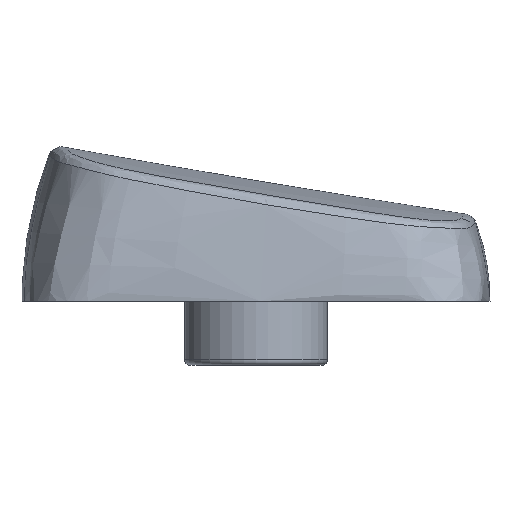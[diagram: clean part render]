
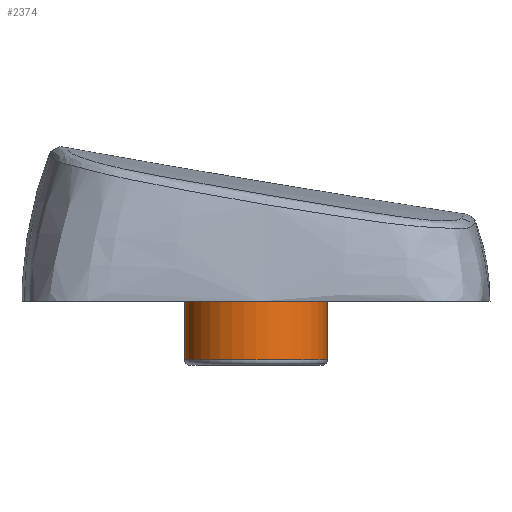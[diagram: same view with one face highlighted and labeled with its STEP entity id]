
A CAD part, left-side view. The second image highlights one B-rep face of the part: STEP entity #2374.
In plain terms, the highlighted cylindrical face has radius 2.75 mm (diameter 5.5 mm), a full revolution.
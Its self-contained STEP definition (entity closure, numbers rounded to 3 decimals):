
#182=CYLINDRICAL_SURFACE('',#2549,2.75);
#252=LINE('',#3380,#411);
#411=VECTOR('',#2793,2.75);
#604=FACE_OUTER_BOUND('',#725,.T.);
#725=EDGE_LOOP('',(#1614,#1615,#1616,#1617,#1618));
#851=CIRCLE('',#2542,2.75);
#852=CIRCLE('',#2543,2.75);
#857=CIRCLE('',#2550,2.75);
#930=VERTEX_POINT('',#3340);
#931=VERTEX_POINT('',#3342);
#948=VERTEX_POINT('',#3379);
#1207=EDGE_CURVE('',#930,#931,#851,.T.);
#1208=EDGE_CURVE('',#931,#930,#852,.T.);
#1225=EDGE_CURVE('',#931,#948,#252,.T.);
#1226=EDGE_CURVE('',#948,#948,#857,.T.);
#1614=ORIENTED_EDGE('',*,*,#1208,.F.);
#1615=ORIENTED_EDGE('',*,*,#1225,.T.);
#1616=ORIENTED_EDGE('',*,*,#1226,.F.);
#1617=ORIENTED_EDGE('',*,*,#1225,.F.);
#1618=ORIENTED_EDGE('',*,*,#1207,.F.);
#2374=ADVANCED_FACE('',(#604),#182,.T.);
#2542=AXIS2_PLACEMENT_3D('',#3343,#2765,#2766);
#2543=AXIS2_PLACEMENT_3D('',#3344,#2767,#2768);
#2549=AXIS2_PLACEMENT_3D('',#3378,#2791,#2792);
#2550=AXIS2_PLACEMENT_3D('',#3381,#2794,#2795);
#2765=DIRECTION('center_axis',(0.,0.,-1.));
#2766=DIRECTION('ref_axis',(1.,0.,0.));
#2767=DIRECTION('center_axis',(0.,0.,-1.));
#2768=DIRECTION('ref_axis',(1.,0.,0.));
#2791=DIRECTION('center_axis',(0.,0.,-1.));
#2792=DIRECTION('ref_axis',(1.,0.,0.));
#2793=DIRECTION('',(0.,0.,1.));
#2794=DIRECTION('center_axis',(0.,0.,1.));
#2795=DIRECTION('ref_axis',(1.,0.,0.));
#3340=CARTESIAN_POINT('',(-9.25,-47.625,-3.1));
#3342=CARTESIAN_POINT('',(-14.75,-47.625,-3.1));
#3343=CARTESIAN_POINT('Origin',(-12.,-47.625,-3.1));
#3344=CARTESIAN_POINT('Origin',(-12.,-47.625,-3.1));
#3378=CARTESIAN_POINT('Origin',(-12.,-47.625,0.));
#3379=CARTESIAN_POINT('',(-14.75,-47.625,-0.25));
#3380=CARTESIAN_POINT('',(-14.75,-47.625,0.));
#3381=CARTESIAN_POINT('Origin',(-12.,-47.625,-0.25));
